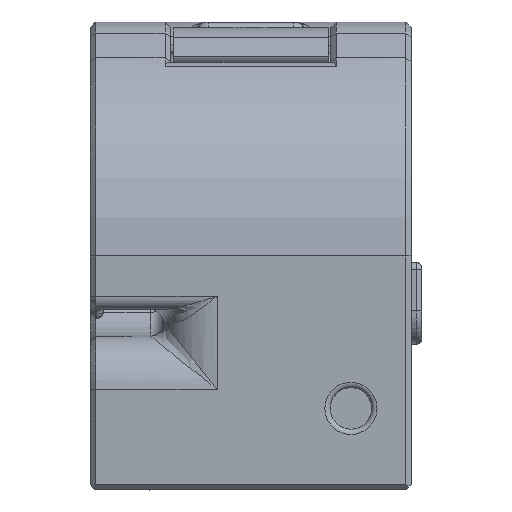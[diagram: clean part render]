
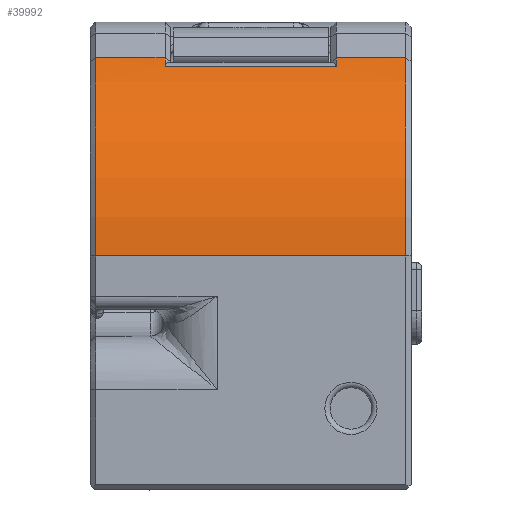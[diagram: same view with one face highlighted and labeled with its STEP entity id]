
A CAD part, left-side view. The second image highlights one B-rep face of the part: STEP entity #39992.
In plain terms, the highlighted cylindrical face has radius 17.5 mm (diameter 35 mm), a partial arc.
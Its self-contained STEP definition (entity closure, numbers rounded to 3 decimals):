
#445 = DIRECTION ( 'NONE',  ( 0., 0., 1. ) ) ;
#936 = CARTESIAN_POINT ( 'NONE',  ( 226.306, -144.471, 71.37 ) ) ;
#1446 = CARTESIAN_POINT ( 'NONE',  ( 219.075, -149.671, 57.2 ) ) ;
#1929 = EDGE_CURVE ( 'NONE', #21695, #24565, #27891, .T. ) ;
#2456 = LINE ( 'NONE', #15339, #3469 ) ;
#3038 = VERTEX_POINT ( 'NONE', #11824 ) ;
#3469 = VECTOR ( 'NONE', #28037, 1000. ) ;
#5449 = CARTESIAN_POINT ( 'NONE',  ( 226.306, -144.471, 71.37 ) ) ;
#8329 = AXIS2_PLACEMENT_3D ( 'NONE', #17197, #14454, #21193 ) ;
#8668 = CARTESIAN_POINT ( 'NONE',  ( 219.075, -126.471, 57.2 ) ) ;
#9669 = EDGE_LOOP ( 'NONE', ( #17056, #37837, #23517, #38358, #40233, #10915, #20391, #35199 ) ) ;
#10915 = ORIENTED_EDGE ( 'NONE', *, *, #1929, .T. ) ;
#11189 = CARTESIAN_POINT ( 'NONE',  ( 227.33, -131.671, 72.058 ) ) ;
#11824 = CARTESIAN_POINT ( 'NONE',  ( 226.306, -131.671, 71.37 ) ) ;
#12106 = VECTOR ( 'NONE', #29280, 1000. ) ;
#12435 = DIRECTION ( 'NONE',  ( 0., 0., -1. ) ) ;
#13012 = CARTESIAN_POINT ( 'NONE',  ( 219.075, -126.471, 57.2 ) ) ;
#14098 = AXIS2_PLACEMENT_3D ( 'NONE', #30558, #27607, #17233 ) ;
#14286 = CYLINDRICAL_SURFACE ( 'NONE', #14098, 17.5 ) ;
#14454 = DIRECTION ( 'NONE',  ( 0., 1., 0. ) ) ;
#15339 = CARTESIAN_POINT ( 'NONE',  ( 227.33, -149.671, 72.058 ) ) ;
#16171 = LINE ( 'NONE', #13012, #12106 ) ;
#16211 = EDGE_CURVE ( 'NONE', #21695, #3038, #35677, .T. ) ;
#16462 = CARTESIAN_POINT ( 'NONE',  ( 227.33, -149.671, 72.058 ) ) ;
#16582 = AXIS2_PLACEMENT_3D ( 'NONE', #29579, #29993, #445 ) ;
#16814 = AXIS2_PLACEMENT_3D ( 'NONE', #21005, #39608, #36427 ) ;
#17056 = ORIENTED_EDGE ( 'NONE', *, *, #38402, .F. ) ;
#17197 = CARTESIAN_POINT ( 'NONE',  ( 236.575, -144.471, 57.2 ) ) ;
#17233 = DIRECTION ( 'NONE',  ( -0.464, 0., 0.886 ) ) ;
#18148 = VECTOR ( 'NONE', #36937, 1000. ) ;
#19213 = VERTEX_POINT ( 'NONE', #16462 ) ;
#20337 = LINE ( 'NONE', #936, #22272 ) ;
#20391 = ORIENTED_EDGE ( 'NONE', *, *, #24951, .F. ) ;
#20839 = VERTEX_POINT ( 'NONE', #1446 ) ;
#21005 = CARTESIAN_POINT ( 'NONE',  ( 236.575, -131.671, 57.2 ) ) ;
#21047 = VERTEX_POINT ( 'NONE', #26132 ) ;
#21193 = DIRECTION ( 'NONE',  ( 0., 0., -1. ) ) ;
#21695 = VERTEX_POINT ( 'NONE', #40945 ) ;
#22272 = VECTOR ( 'NONE', #30275, 1000. ) ;
#23201 = CIRCLE ( 'NONE', #40702, 17.5 ) ;
#23277 = EDGE_CURVE ( 'NONE', #30749, #21047, #35307, .T. ) ;
#23517 = ORIENTED_EDGE ( 'NONE', *, *, #23277, .F. ) ;
#24565 = VERTEX_POINT ( 'NONE', #34450 ) ;
#24951 = EDGE_CURVE ( 'NONE', #27355, #24565, #23201, .T. ) ;
#26132 = CARTESIAN_POINT ( 'NONE',  ( 227.33, -144.471, 72.058 ) ) ;
#27355 = VERTEX_POINT ( 'NONE', #8668 ) ;
#27607 = DIRECTION ( 'NONE',  ( 0., 1., 0. ) ) ;
#27891 = LINE ( 'NONE', #11189, #18148 ) ;
#28037 = DIRECTION ( 'NONE',  ( 0., 1., 0. ) ) ;
#29280 = DIRECTION ( 'NONE',  ( 0., -1., 0. ) ) ;
#29579 = CARTESIAN_POINT ( 'NONE',  ( 236.575, -149.671, 57.2 ) ) ;
#29993 = DIRECTION ( 'NONE',  ( 0., -1., 0. ) ) ;
#30275 = DIRECTION ( 'NONE',  ( 0., 1., 0. ) ) ;
#30558 = CARTESIAN_POINT ( 'NONE',  ( 236.575, -144.071, 57.2 ) ) ;
#30749 = VERTEX_POINT ( 'NONE', #5449 ) ;
#31442 = CARTESIAN_POINT ( 'NONE',  ( 236.575, -126.471, 57.2 ) ) ;
#32688 = EDGE_CURVE ( 'NONE', #19213, #21047, #2456, .T. ) ;
#33302 = FACE_OUTER_BOUND ( 'NONE', #9669, .T. ) ;
#33963 = EDGE_CURVE ( 'NONE', #30749, #3038, #20337, .T. ) ;
#34105 = CIRCLE ( 'NONE', #16582, 17.5 ) ;
#34450 = CARTESIAN_POINT ( 'NONE',  ( 227.33, -126.471, 72.058 ) ) ;
#35199 = ORIENTED_EDGE ( 'NONE', *, *, #40279, .T. ) ;
#35307 = CIRCLE ( 'NONE', #8329, 17.5 ) ;
#35677 = CIRCLE ( 'NONE', #16814, 17.5 ) ;
#36427 = DIRECTION ( 'NONE',  ( 0., 0., 1. ) ) ;
#36937 = DIRECTION ( 'NONE',  ( 0., 1., 0. ) ) ;
#37837 = ORIENTED_EDGE ( 'NONE', *, *, #32688, .T. ) ;
#38358 = ORIENTED_EDGE ( 'NONE', *, *, #33963, .T. ) ;
#38402 = EDGE_CURVE ( 'NONE', #19213, #20839, #34105, .T. ) ;
#39608 = DIRECTION ( 'NONE',  ( 0., -1., 0. ) ) ;
#39992 = ADVANCED_FACE ( 'NONE', ( #33302 ), #14286, .T. ) ;
#40233 = ORIENTED_EDGE ( 'NONE', *, *, #16211, .F. ) ;
#40279 = EDGE_CURVE ( 'NONE', #27355, #20839, #16171, .T. ) ;
#40702 = AXIS2_PLACEMENT_3D ( 'NONE', #31442, #41359, #12435 ) ;
#40945 = CARTESIAN_POINT ( 'NONE',  ( 227.33, -131.671, 72.058 ) ) ;
#41359 = DIRECTION ( 'NONE',  ( 0., 1., 0. ) ) ;
